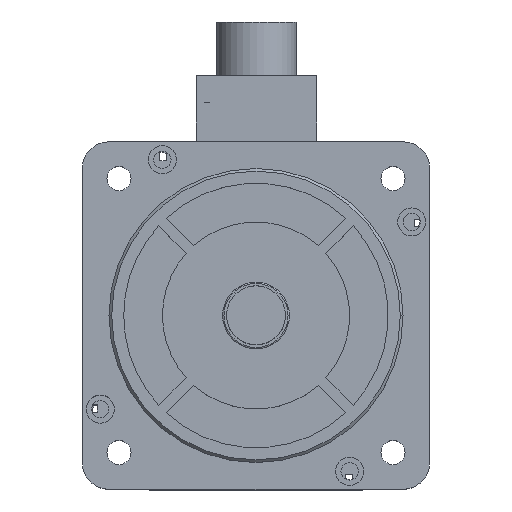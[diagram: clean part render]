
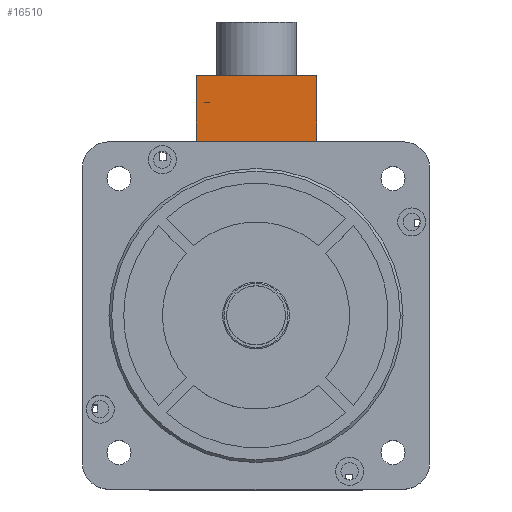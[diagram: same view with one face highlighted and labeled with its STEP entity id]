
A CAD part, top view. The second image highlights one B-rep face of the part: STEP entity #16510.
In plain terms, the highlighted face is planar.
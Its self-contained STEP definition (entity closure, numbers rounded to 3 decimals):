
#193 = VECTOR ( 'NONE', #11672, 1000. ) ;
#338 = DIRECTION ( 'NONE',  ( 0., 0., 1. ) ) ;
#393 = CARTESIAN_POINT ( 'NONE',  ( 45., 0., -25. ) ) ;
#796 = VECTOR ( 'NONE', #338, 1000. ) ;
#1406 = LINE ( 'NONE', #15508, #193 ) ;
#1517 = EDGE_CURVE ( 'NONE', #12830, #16526, #1406, .T. ) ;
#2817 = DIRECTION ( 'NONE',  ( 0., -1., 0. ) ) ;
#3826 = VECTOR ( 'NONE', #15664, 1000. ) ;
#3837 = EDGE_CURVE ( 'NONE', #5411, #7856, #13990, .T. ) ;
#4561 = LINE ( 'NONE', #14435, #15672 ) ;
#4692 = ORIENTED_EDGE ( 'NONE', *, *, #9960, .F. ) ;
#5402 = PLANE ( 'NONE',  #16081 ) ;
#5411 = VERTEX_POINT ( 'NONE', #11353 ) ;
#5721 = CARTESIAN_POINT ( 'NONE',  ( 0., 0., -25. ) ) ;
#6331 = CARTESIAN_POINT ( 'NONE',  ( 45., 0., 0. ) ) ;
#6546 = DIRECTION ( 'NONE',  ( 1., 0., 0. ) ) ;
#7190 = ORIENTED_EDGE ( 'NONE', *, *, #12089, .T. ) ;
#7856 = VERTEX_POINT ( 'NONE', #6331 ) ;
#7983 = CARTESIAN_POINT ( 'NONE',  ( 0., 0., -25. ) ) ;
#9087 = LINE ( 'NONE', #14421, #3826 ) ;
#9103 = ORIENTED_EDGE ( 'NONE', *, *, #3837, .T. ) ;
#9108 = CARTESIAN_POINT ( 'NONE',  ( 0., 0., 0. ) ) ;
#9732 = ORIENTED_EDGE ( 'NONE', *, *, #1517, .F. ) ;
#9960 = EDGE_CURVE ( 'NONE', #16526, #7856, #9087, .T. ) ;
#11353 = CARTESIAN_POINT ( 'NONE',  ( 45., 0., -25. ) ) ;
#11672 = DIRECTION ( 'NONE',  ( 0., 0., 1. ) ) ;
#11733 = FACE_OUTER_BOUND ( 'NONE', #14440, .T. ) ;
#12089 = EDGE_CURVE ( 'NONE', #12830, #5411, #4561, .T. ) ;
#12830 = VERTEX_POINT ( 'NONE', #5721 ) ;
#13990 = LINE ( 'NONE', #393, #796 ) ;
#14421 = CARTESIAN_POINT ( 'NONE',  ( 0., 0., 0. ) ) ;
#14435 = CARTESIAN_POINT ( 'NONE',  ( 0., 0., -25. ) ) ;
#14440 = EDGE_LOOP ( 'NONE', ( #4692, #9732, #7190, #9103 ) ) ;
#15508 = CARTESIAN_POINT ( 'NONE',  ( 0., 0., -25. ) ) ;
#15543 = DIRECTION ( 'NONE',  ( 0., 0., -1. ) ) ;
#15664 = DIRECTION ( 'NONE',  ( 1., 0., 0. ) ) ;
#15672 = VECTOR ( 'NONE', #6546, 1000. ) ;
#16081 = AXIS2_PLACEMENT_3D ( 'NONE', #7983, #2817, #15543 ) ;
#16510 = ADVANCED_FACE ( 'NONE', ( #11733 ), #5402, .T. ) ;
#16526 = VERTEX_POINT ( 'NONE', #9108 ) ;
